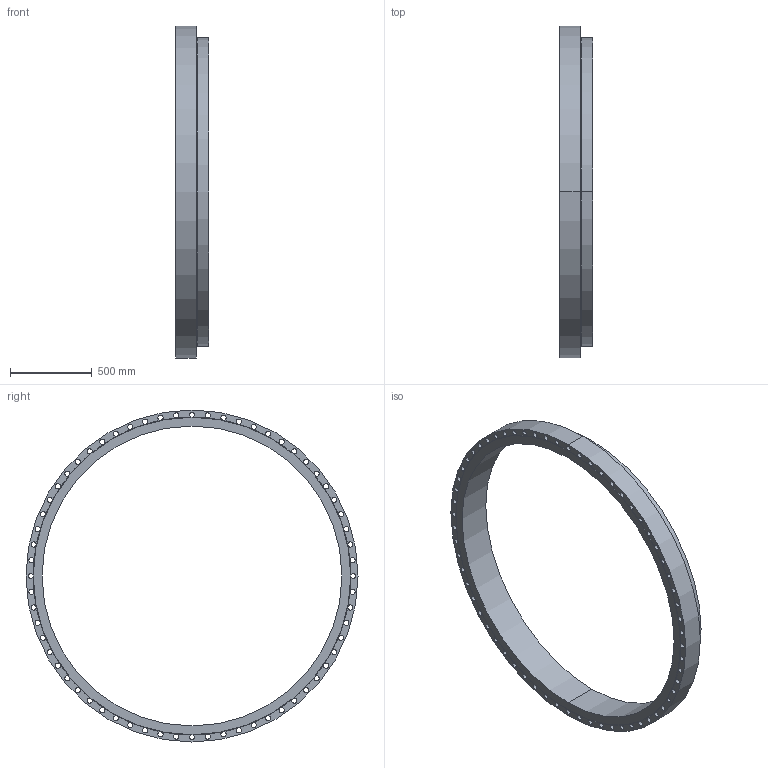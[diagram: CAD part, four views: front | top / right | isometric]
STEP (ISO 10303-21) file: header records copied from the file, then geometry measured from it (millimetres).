
FILE_DESCRIPTION (( 'STEP AP203' ), '1' );
FILE_NAME ('72_CL175_B161_RF_SOF.STEP', '2024-01-12T04:12:25', ( '' ), ( '' ), 'SwSTEP 2.0', 'SolidWorks 2023', '' );
FILE_SCHEMA (( 'CONFIG_CONTROL_DESIGN' ));
Length unit declared in the file: inch
Products named in the file (1): 72_CL175_B161_RF_SOF
Bounding box: 204.79 x 2032 x 2032 mm (x, y, z)
Volume: 82804931.6 mm3; surface area: 4343051.7 mm2
Topology: 1 solids, 1 shells, 142 faces, 536 edges, 334 vertices
Faces by surface type: cylinder 136, plane 4, torus 2
Entity records: 6179 total; most frequent: DIRECTION 1222, ORIENTED_EDGE 1072, CARTESIAN_POINT 1013, AXIS2_PLACEMENT_3D 543, EDGE_CURVE 536, CIRCLE 400, VERTEX_POINT 334, EDGE_LOOP 210
